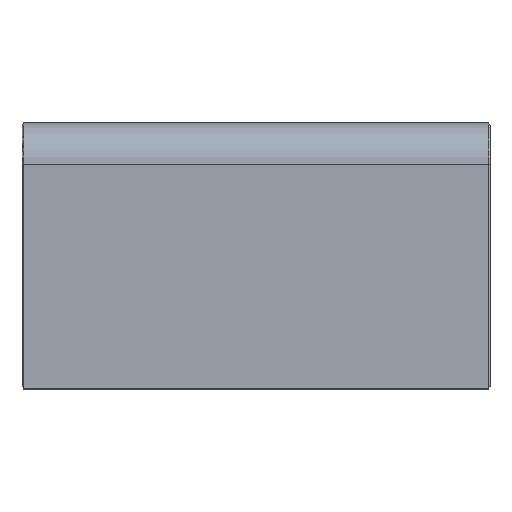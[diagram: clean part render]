
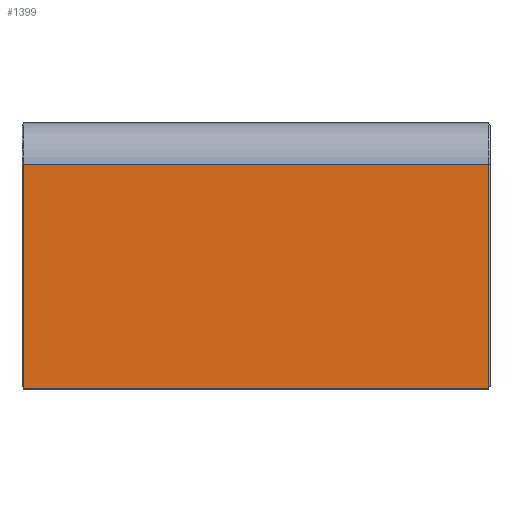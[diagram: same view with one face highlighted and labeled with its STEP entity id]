
A CAD part, left-side view. The second image highlights one B-rep face of the part: STEP entity #1399.
In plain terms, the highlighted face is planar.
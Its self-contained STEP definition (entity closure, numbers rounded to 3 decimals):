
#1213=DIRECTION('',(0.,1.,0.));
#1214=VECTOR('',#1213,169.);
#1215=CARTESIAN_POINT('',(0.,30.5,-0.5));
#1216=LINE('',#1215,#1214);
#1217=DIRECTION('',(1.,0.,0.));
#1218=VECTOR('',#1217,350.);
#1219=CARTESIAN_POINT('',(0.,199.5,-0.5));
#1220=LINE('',#1219,#1218);
#1225=DIRECTION('',(1.,0.,0.));
#1226=VECTOR('',#1225,350.);
#1227=CARTESIAN_POINT('',(0.,30.5,-0.5));
#1228=LINE('',#1227,#1226);
#1242=DIRECTION('',(0.,1.,0.));
#1243=VECTOR('',#1242,169.);
#1244=CARTESIAN_POINT('',(350.,30.5,-0.5));
#1245=LINE('',#1244,#1243);
#1259=CARTESIAN_POINT('',(0.,30.5,-0.5));
#1261=VERTEX_POINT('',#1259);
#1263=CARTESIAN_POINT('',(0.,199.5,-0.5));
#1264=VERTEX_POINT('',#1263);
#1275=CARTESIAN_POINT('',(350.,30.5,-0.5));
#1276=CARTESIAN_POINT('',(350.,199.5,-0.5));
#1277=VERTEX_POINT('',#1275);
#1278=VERTEX_POINT('',#1276);
#1386=CARTESIAN_POINT('',(190.,199.5,-0.5));
#1387=DIRECTION('',(0.,0.,-1.));
#1388=DIRECTION('',(0.,1.,0.));
#1389=AXIS2_PLACEMENT_3D('',#1386,#1387,#1388);
#1390=PLANE('',#1389);
#1391=ORIENTED_EDGE('',*,*,#1319,.F.);
#1393=ORIENTED_EDGE('',*,*,#1392,.T.);
#1395=ORIENTED_EDGE('',*,*,#1394,.T.);
#1396=ORIENTED_EDGE('',*,*,#1378,.F.);
#1397=EDGE_LOOP('',(#1391,#1393,#1395,#1396));
#1398=FACE_OUTER_BOUND('',#1397,.F.);
#1399=ADVANCED_FACE('',(#1398),#1390,.T.);
#1319=EDGE_CURVE('',#1261,#1264,#1216,.T.);
#1378=EDGE_CURVE('',#1264,#1278,#1220,.T.);
#1392=EDGE_CURVE('',#1261,#1277,#1228,.T.);
#1394=EDGE_CURVE('',#1277,#1278,#1245,.T.);
